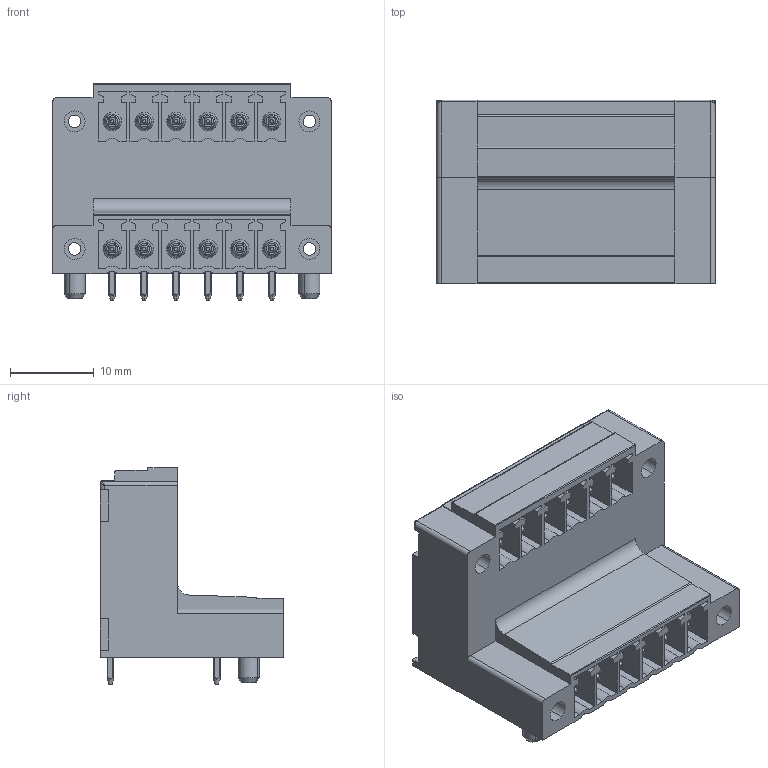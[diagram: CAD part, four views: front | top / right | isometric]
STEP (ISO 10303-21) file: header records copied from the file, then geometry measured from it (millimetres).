
FILE_DESCRIPTION(('CATIA V5 STEP Exchange','CAx-IF Rec.Pracs.--- Model Styling and Organization---1.2---2011-12-15'),'2;1');
FILE_NAME ('D1447252_0', '2018-10-15T06:17:33+00:00', ('none'), ('Weidmueller'), 'CATIA Version 5-6 Release 2014', 'CATIA V5 STEP AP214', 'none');
FILE_SCHEMA(('AUTOMOTIVE_DESIGN { 1 0 10303 214 1 1 1 1 }'));
Length unit declared in the file: millimetre
Products named in the file (1): 1032960000
Bounding box: 33.25 x 21.9 x 25.9 mm (x, y, z)
Volume: 6357.5 mm3; surface area: 8107 mm2
Topology: 13 solids, 13 shells, 892 faces, 2432 edges, 1598 vertices
Faces by surface type: plane 545, cylinder 241, cone 68, torus 24, revolution 12, bspline 2
Entity records: 27968 total; most frequent: CARTESIAN_POINT 7619, ORIENTED_EDGE 4860, DIRECTION 2993, EDGE_CURVE 2430, VECTOR 1680, LINE 1680, VERTEX_POINT 1598, EDGE_LOOP 958
